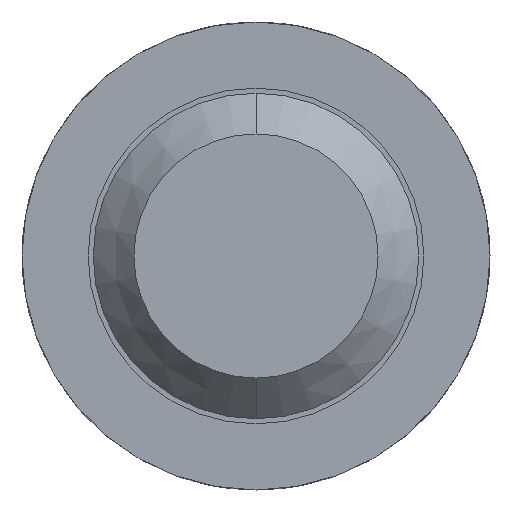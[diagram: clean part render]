
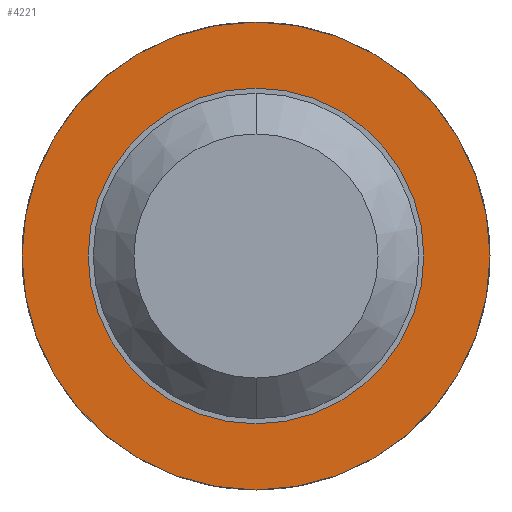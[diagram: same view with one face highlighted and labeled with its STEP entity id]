
A CAD part, front view. The second image highlights one B-rep face of the part: STEP entity #4221.
In plain terms, the highlighted planar face has unit normal (0, -1, 0).
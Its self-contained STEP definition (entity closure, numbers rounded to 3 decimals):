
#126 = DIRECTION ( 'NONE',  ( 0., 1., 0. ) ) ;
#151 = CIRCLE ( 'NONE', #3095, 0.825 ) ;
#264 = DIRECTION ( 'NONE',  ( 0., 0., 1. ) ) ;
#303 = AXIS2_PLACEMENT_3D ( 'NONE', #1936, #501, #2678 ) ;
#399 = VERTEX_POINT ( 'NONE', #4318 ) ;
#501 = DIRECTION ( 'NONE',  ( 0., 1., 0. ) ) ;
#542 = ORIENTED_EDGE ( 'NONE', *, *, #3202, .F. ) ;
#824 = VERTEX_POINT ( 'NONE', #2173 ) ;
#970 = CARTESIAN_POINT ( 'NONE',  ( 0., -1.5, -1.15 ) ) ;
#1083 = AXIS2_PLACEMENT_3D ( 'NONE', #2589, #3322, #4026 ) ;
#1124 = CIRCLE ( 'NONE', #3529, 1.15 ) ;
#1180 = DIRECTION ( 'NONE',  ( 0., 0., 1. ) ) ;
#1357 = VERTEX_POINT ( 'NONE', #3884 ) ;
#1454 = VERTEX_POINT ( 'NONE', #970 ) ;
#1677 = ORIENTED_EDGE ( 'NONE', *, *, #4178, .T. ) ;
#1882 = EDGE_CURVE ( 'Defeature ausgef�hrt4_44+Defeature ausgef�hrt4_48+Defeature ausgef�hrt4_48+Defeature ausgef�hrt4_48', #1454, #1357, #1124, .T. ) ;
#1936 = CARTESIAN_POINT ( 'NONE',  ( 0., -1.5, 0. ) ) ;
#1943 = CARTESIAN_POINT ( 'NONE',  ( 0., -1.5, 0. ) ) ;
#2173 = CARTESIAN_POINT ( 'NONE',  ( 0., -1.5, 0.825 ) ) ;
#2424 = PLANE ( 'NONE',  #3319 ) ;
#2589 = CARTESIAN_POINT ( 'NONE',  ( 0., -1.5, 0. ) ) ;
#2678 = DIRECTION ( 'NONE',  ( 0., 0., 1. ) ) ;
#2762 = ORIENTED_EDGE ( 'NONE', *, *, #4492, .T. ) ;
#2805 = CARTESIAN_POINT ( 'NONE',  ( 0.825, -1.5, 0. ) ) ;
#2830 = FACE_OUTER_BOUND ( 'NONE', #3697, .T. ) ;
#2837 = ORIENTED_EDGE ( 'NONE', *, *, #1882, .F. ) ;
#2852 = DIRECTION ( 'NONE',  ( 0., 1., 0. ) ) ;
#3095 = AXIS2_PLACEMENT_3D ( 'NONE', #3917, #2852, #264 ) ;
#3202 = EDGE_CURVE ( 'Defeature ausgef�hrt4_44+Defeature ausgef�hrt4_48+Defeature ausgef�hrt4_48+Defeature ausgef�hrt4_48', #1357, #1454, #4694, .T. ) ;
#3236 = FACE_BOUND ( 'NONE', #4067, .T. ) ;
#3319 = AXIS2_PLACEMENT_3D ( 'NONE', #2805, #4248, #3582 ) ;
#3322 = DIRECTION ( 'NONE',  ( 0., 1., 0. ) ) ;
#3529 = AXIS2_PLACEMENT_3D ( 'NONE', #1943, #126, #1180 ) ;
#3582 = DIRECTION ( 'NONE',  ( 0., 0., 1. ) ) ;
#3697 = EDGE_LOOP ( 'NONE', ( #542, #2837 ) ) ;
#3884 = CARTESIAN_POINT ( 'NONE',  ( 0., -1.5, 1.15 ) ) ;
#3917 = CARTESIAN_POINT ( 'NONE',  ( 0., -1.5, 0. ) ) ;
#4026 = DIRECTION ( 'NONE',  ( 0., 0., 1. ) ) ;
#4067 = EDGE_LOOP ( 'NONE', ( #2762, #1677 ) ) ;
#4178 = EDGE_CURVE ( 'Defeature ausgef�hrt4_48+Defeature ausgef�hrt4_47+Defeature ausgef�hrt4_47+Defeature ausgef�hrt4_47', #399, #824, #151, .T. ) ;
#4221 = ADVANCED_FACE ( 'Defeature ausgef�hrt4_48', ( #2830, #3236 ), #2424, .F. ) ;
#4248 = DIRECTION ( 'NONE',  ( 0., 1., 0. ) ) ;
#4318 = CARTESIAN_POINT ( 'NONE',  ( 0., -1.5, -0.825 ) ) ;
#4492 = EDGE_CURVE ( 'Defeature ausgef�hrt4_48+Defeature ausgef�hrt4_47+Defeature ausgef�hrt4_47+Defeature ausgef�hrt4_47', #824, #399, #4662, .T. ) ;
#4662 = CIRCLE ( 'NONE', #303, 0.825 ) ;
#4694 = CIRCLE ( 'NONE', #1083, 1.15 ) ;
